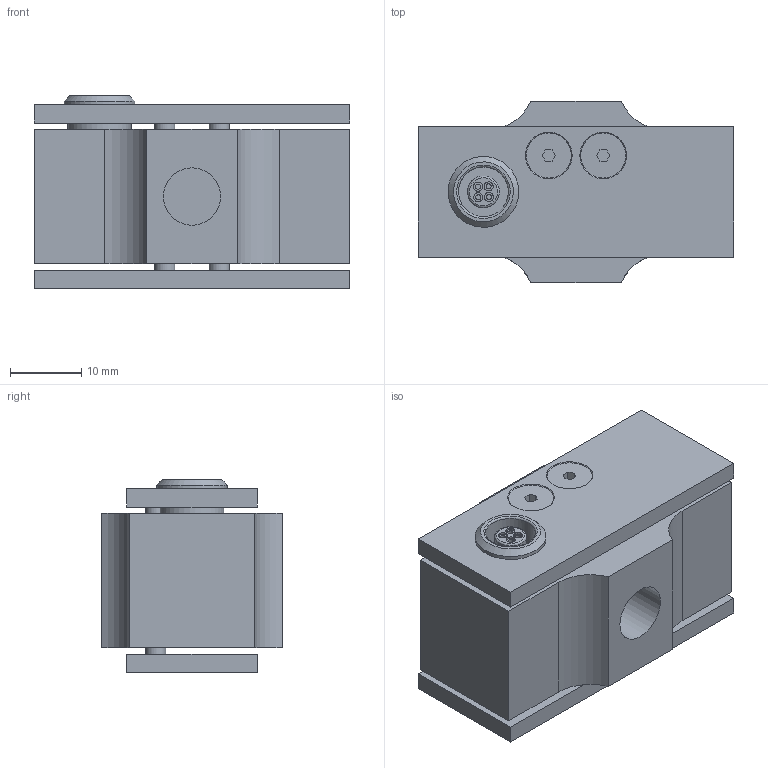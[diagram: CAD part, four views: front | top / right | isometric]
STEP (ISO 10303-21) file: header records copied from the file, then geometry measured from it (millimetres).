
FILE_DESCRIPTION((''),'2;1');
FILE_NAME('LRF350 200 lb Cable.stp','2010-12-01T16:10:46',('thomasl'),(''),'Autodesk Inventor 2008','Autodesk Inventor 2008','');
FILE_SCHEMA(('AUTOMOTIVE_DESIGN { 1 0 10303 214 1 1 1 1 }'));
Length unit declared in the file: inch
Products named in the file (2): LRF350 200 lb Lemo; ~~~PART1
Assembly tree (1 placements, depth 2):
  LRF350 200 lb Lemo
    ~~~PART1
Bounding box: 44.2 x 25.4 x 26.92 mm (x, y, z)
Volume: 20031.5 mm3; surface area: 9017.5 mm2
Topology: 1 solids, 5 shells, 118 faces, 252 edges, 166 vertices
Faces by surface type: plane 72, cylinder 31, cone 13, torus 2
Full cylindrical faces by diameter (mm): 0.711 x4, 1.27 x4, 2.261 x4, 2.839 x4, 3.302 x4, 4.445 x1, 6.985 x1, 8.026 x2, 8.89 x1, 8.9 x1, 9.906 x1
Entity records: 2914 total; most frequent: DIRECTION 512, CARTESIAN_POINT 471, ORIENTED_EDGE 394, EDGE_CURVE 197, AXIS2_PLACEMENT_3D 194, EDGE_LOOP 188, VERTEX_POINT 153, VECTOR 124
